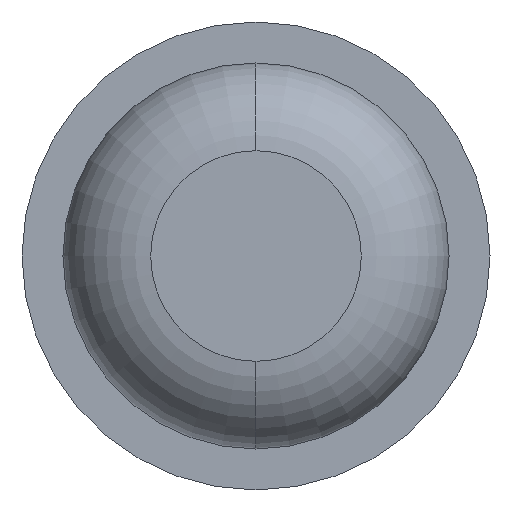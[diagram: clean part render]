
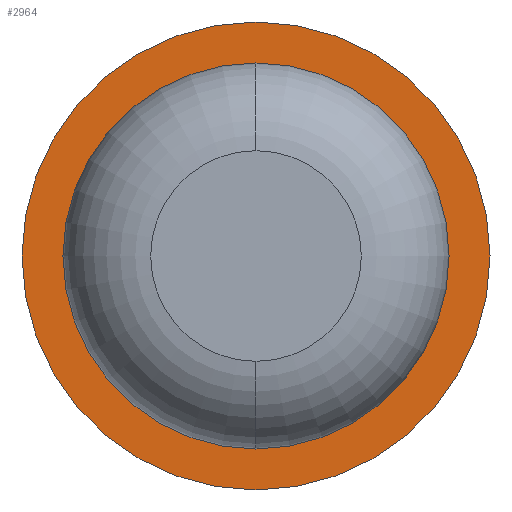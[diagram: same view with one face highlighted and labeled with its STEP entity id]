
A CAD part, front view. The second image highlights one B-rep face of the part: STEP entity #2964.
In plain terms, the highlighted planar face has unit normal (0, -1, 0).
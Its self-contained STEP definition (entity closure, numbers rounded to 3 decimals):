
#161 = DIRECTION ( 'NONE',  ( 0., 1., 0. ) ) ;
#250 = EDGE_LOOP ( 'NONE', ( #2815, #442 ) ) ;
#442 = ORIENTED_EDGE ( 'NONE', *, *, #1573, .F. ) ;
#497 = EDGE_CURVE ( 'Defeature ausgef�hrt1_4+Defeature ausgef�hrt1_0+Defeature ausgef�hrt1_0+Defeature ausgef�hrt1_0', #3392, #695, #3559, .T. ) ;
#586 = AXIS2_PLACEMENT_3D ( 'NONE', #4031, #1881, #1264 ) ;
#695 = VERTEX_POINT ( 'NONE', #906 ) ;
#815 = DIRECTION ( 'NONE',  ( -1., 0., 0. ) ) ;
#906 = CARTESIAN_POINT ( 'NONE',  ( 0., -9., -0.825 ) ) ;
#1113 = DIRECTION ( 'NONE',  ( 0., 1., 0. ) ) ;
#1230 = AXIS2_PLACEMENT_3D ( 'NONE', #2311, #3527, #2295 ) ;
#1264 = DIRECTION ( 'NONE',  ( -1., 0., 0. ) ) ;
#1449 = ORIENTED_EDGE ( 'NONE', *, *, #2547, .T. ) ;
#1561 = VERTEX_POINT ( 'NONE', #2094 ) ;
#1573 = EDGE_CURVE ( 'Defeature ausgef�hrt1_5+Defeature ausgef�hrt1_4+Defeature ausgef�hrt1_4+Defeature ausgef�hrt1_4', #1561, #3533, #2466, .T. ) ;
#1724 = AXIS2_PLACEMENT_3D ( 'NONE', #1751, #3004, #2100 ) ;
#1742 = CARTESIAN_POINT ( 'NONE',  ( 0., -9., 0. ) ) ;
#1751 = CARTESIAN_POINT ( 'NONE',  ( 0.825, -9., 0. ) ) ;
#1774 = AXIS2_PLACEMENT_3D ( 'NONE', #1742, #161, #815 ) ;
#1784 = PLANE ( 'NONE',  #1724 ) ;
#1881 = DIRECTION ( 'NONE',  ( 0., 1., 0. ) ) ;
#1901 = CARTESIAN_POINT ( 'NONE',  ( -1., -9., 0. ) ) ;
#2008 = AXIS2_PLACEMENT_3D ( 'NONE', #3278, #1113, #3605 ) ;
#2094 = CARTESIAN_POINT ( 'NONE',  ( 1., -9., 0. ) ) ;
#2100 = DIRECTION ( 'NONE',  ( -1., 0., 0. ) ) ;
#2295 = DIRECTION ( 'NONE',  ( -1., 0., 0. ) ) ;
#2311 = CARTESIAN_POINT ( 'NONE',  ( 0., -9., 0. ) ) ;
#2344 = EDGE_CURVE ( 'Defeature ausgef�hrt1_5+Defeature ausgef�hrt1_4+Defeature ausgef�hrt1_4+Defeature ausgef�hrt1_4', #3533, #1561, #3834, .T. ) ;
#2466 = CIRCLE ( 'NONE', #1774, 1. ) ;
#2547 = EDGE_CURVE ( 'Defeature ausgef�hrt1_4+Defeature ausgef�hrt1_0+Defeature ausgef�hrt1_0+Defeature ausgef�hrt1_0', #695, #3392, #2684, .T. ) ;
#2653 = EDGE_LOOP ( 'NONE', ( #4084, #1449 ) ) ;
#2684 = CIRCLE ( 'NONE', #1230, 0.825 ) ;
#2788 = FACE_OUTER_BOUND ( 'NONE', #250, .T. ) ;
#2815 = ORIENTED_EDGE ( 'NONE', *, *, #2344, .F. ) ;
#2890 = FACE_BOUND ( 'NONE', #2653, .T. ) ;
#2964 = ADVANCED_FACE ( 'Defeature ausgef�hrt1_4', ( #2788, #2890 ), #1784, .F. ) ;
#3004 = DIRECTION ( 'NONE',  ( 0., 1., 0. ) ) ;
#3278 = CARTESIAN_POINT ( 'NONE',  ( 0., -9., 0. ) ) ;
#3392 = VERTEX_POINT ( 'NONE', #4035 ) ;
#3527 = DIRECTION ( 'NONE',  ( 0., 1., 0. ) ) ;
#3533 = VERTEX_POINT ( 'NONE', #1901 ) ;
#3559 = CIRCLE ( 'NONE', #2008, 0.825 ) ;
#3605 = DIRECTION ( 'NONE',  ( -1., 0., 0. ) ) ;
#3834 = CIRCLE ( 'NONE', #586, 1. ) ;
#4031 = CARTESIAN_POINT ( 'NONE',  ( 0., -9., 0. ) ) ;
#4035 = CARTESIAN_POINT ( 'NONE',  ( 0., -9., 0.825 ) ) ;
#4084 = ORIENTED_EDGE ( 'NONE', *, *, #497, .T. ) ;
